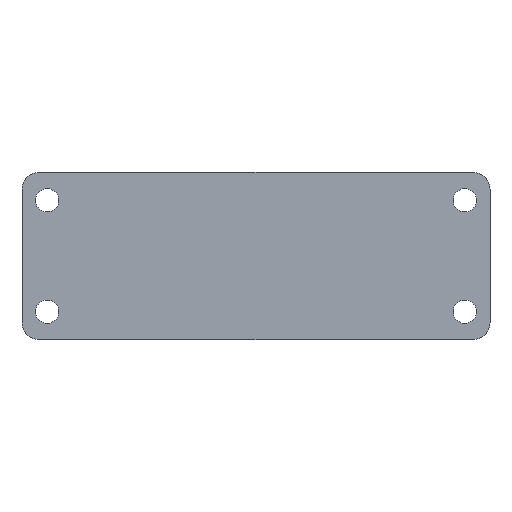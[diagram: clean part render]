
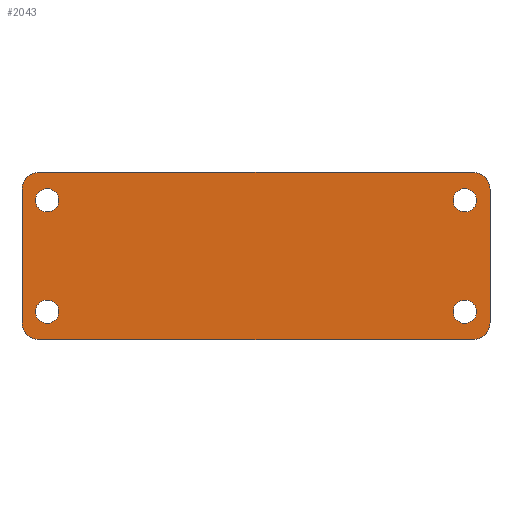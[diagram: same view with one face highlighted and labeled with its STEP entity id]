
A CAD part, front view. The second image highlights one B-rep face of the part: STEP entity #2043.
In plain terms, the highlighted planar face has unit normal (0, -1, 0).
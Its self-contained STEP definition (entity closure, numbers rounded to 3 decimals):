
#28 = DIRECTION ( 'NONE',  ( 0., 1., 0. ) ) ;
#37 = FACE_BOUND ( 'NONE', #1705, .T. ) ;
#39 = CARTESIAN_POINT ( 'NONE',  ( -39., -35., 26. ) ) ;
#50 = CARTESIAN_POINT ( 'NONE',  ( 42., -35., -1. ) ) ;
#98 = AXIS2_PLACEMENT_3D ( 'NONE', #1102, #2350, #914 ) ;
#99 = DIRECTION ( 'NONE',  ( 0., 1., 0. ) ) ;
#123 = VERTEX_POINT ( 'NONE', #2369 ) ;
#132 = DIRECTION ( 'NONE',  ( 0., 1., 0. ) ) ;
#162 = FACE_BOUND ( 'NONE', #2327, .T. ) ;
#197 = CARTESIAN_POINT ( 'NONE',  ( 42., -35., 26. ) ) ;
#228 = CARTESIAN_POINT ( 'NONE',  ( 37.5, -35., 6.1 ) ) ;
#248 = CARTESIAN_POINT ( 'NONE',  ( -39., -35., 2. ) ) ;
#280 = DIRECTION ( 'NONE',  ( 0., -1., 0. ) ) ;
#281 = FACE_BOUND ( 'NONE', #809, .T. ) ;
#286 = CIRCLE ( 'NONE', #98, 2.1 ) ;
#311 = EDGE_CURVE ( 'NONE', #2397, #2535, #2541, .T. ) ;
#316 = CIRCLE ( 'NONE', #737, 2.1 ) ;
#328 = EDGE_CURVE ( 'NONE', #2629, #1191, #1473, .T. ) ;
#348 = VERTEX_POINT ( 'NONE', #228 ) ;
#366 = ORIENTED_EDGE ( 'NONE', *, *, #867, .T. ) ;
#393 = DIRECTION ( 'NONE',  ( 0., 1., 0. ) ) ;
#432 = CARTESIAN_POINT ( 'NONE',  ( 42., -35., -1. ) ) ;
#445 = DIRECTION ( 'NONE',  ( 0., 0., 1. ) ) ;
#449 = CARTESIAN_POINT ( 'NONE',  ( 37.5, -35., 24. ) ) ;
#451 = VECTOR ( 'NONE', #747, 1000. ) ;
#480 = CARTESIAN_POINT ( 'NONE',  ( 39., -35., 26. ) ) ;
#489 = ORIENTED_EDGE ( 'NONE', *, *, #2218, .T. ) ;
#492 = AXIS2_PLACEMENT_3D ( 'NONE', #449, #28, #1432 ) ;
#525 = CARTESIAN_POINT ( 'NONE',  ( 42., -35., 29. ) ) ;
#526 = AXIS2_PLACEMENT_3D ( 'NONE', #39, #2274, #2473 ) ;
#545 = VECTOR ( 'NONE', #1389, 1000. ) ;
#567 = CARTESIAN_POINT ( 'NONE',  ( -37.5, -35., 6.1 ) ) ;
#573 = CARTESIAN_POINT ( 'NONE',  ( 37.5, -35., 4. ) ) ;
#575 = CIRCLE ( 'NONE', #1446, 3. ) ;
#579 = ORIENTED_EDGE ( 'NONE', *, *, #2399, .T. ) ;
#582 = VERTEX_POINT ( 'NONE', #2120 ) ;
#593 = AXIS2_PLACEMENT_3D ( 'NONE', #50, #1662, #2065 ) ;
#603 = EDGE_CURVE ( 'NONE', #2535, #2397, #1150, .T. ) ;
#605 = FACE_BOUND ( 'NONE', #2308, .T. ) ;
#667 = LINE ( 'NONE', #1202, #2008 ) ;
#679 = ORIENTED_EDGE ( 'NONE', *, *, #1030, .T. ) ;
#681 = CARTESIAN_POINT ( 'NONE',  ( 39., -35., 2. ) ) ;
#686 = AXIS2_PLACEMENT_3D ( 'NONE', #681, #280, #1105 ) ;
#729 = ORIENTED_EDGE ( 'NONE', *, *, #2060, .T. ) ;
#737 = AXIS2_PLACEMENT_3D ( 'NONE', #860, #99, #2291 ) ;
#747 = DIRECTION ( 'NONE',  ( -1., 0., 0. ) ) ;
#772 = CARTESIAN_POINT ( 'NONE',  ( -42., -35., -1. ) ) ;
#806 = AXIS2_PLACEMENT_3D ( 'NONE', #573, #393, #1195 ) ;
#809 = EDGE_LOOP ( 'NONE', ( #679, #2111 ) ) ;
#838 = ORIENTED_EDGE ( 'NONE', *, *, #1250, .F. ) ;
#839 = CARTESIAN_POINT ( 'NONE',  ( 39., -35., 29. ) ) ;
#849 = EDGE_CURVE ( 'NONE', #1258, #1859, #1185, .T. ) ;
#860 = CARTESIAN_POINT ( 'NONE',  ( 37.5, -35., 4. ) ) ;
#867 = EDGE_CURVE ( 'NONE', #2266, #1859, #1304, .T. ) ;
#885 = DIRECTION ( 'NONE',  ( 0., 1., 0. ) ) ;
#904 = ORIENTED_EDGE ( 'NONE', *, *, #1946, .T. ) ;
#907 = VERTEX_POINT ( 'NONE', #839 ) ;
#914 = DIRECTION ( 'NONE',  ( 0., 0., 1. ) ) ;
#1005 = CARTESIAN_POINT ( 'NONE',  ( -42., -35., 26. ) ) ;
#1016 = AXIS2_PLACEMENT_3D ( 'NONE', #2140, #1751, #2338 ) ;
#1030 = EDGE_CURVE ( 'NONE', #1196, #2329, #286, .T. ) ;
#1102 = CARTESIAN_POINT ( 'NONE',  ( -37.5, -35., 24. ) ) ;
#1105 = DIRECTION ( 'NONE',  ( 0., 0., 1. ) ) ;
#1147 = CARTESIAN_POINT ( 'NONE',  ( -37.5, -35., 21.9 ) ) ;
#1150 = CIRCLE ( 'NONE', #2039, 2.1 ) ;
#1159 = ORIENTED_EDGE ( 'NONE', *, *, #311, .T. ) ;
#1177 = CARTESIAN_POINT ( 'NONE',  ( 37.5, -35., 1.9 ) ) ;
#1185 = LINE ( 'NONE', #772, #545 ) ;
#1191 = VERTEX_POINT ( 'NONE', #567 ) ;
#1192 = CARTESIAN_POINT ( 'NONE',  ( -42., -35., 2. ) ) ;
#1195 = DIRECTION ( 'NONE',  ( 0., 0., 1. ) ) ;
#1196 = VERTEX_POINT ( 'NONE', #1980 ) ;
#1202 = CARTESIAN_POINT ( 'NONE',  ( 42., -35., -1. ) ) ;
#1250 = EDGE_CURVE ( 'NONE', #123, #582, #667, .T. ) ;
#1258 = VERTEX_POINT ( 'NONE', #1192 ) ;
#1259 = DIRECTION ( 'NONE',  ( 0., -1., 0. ) ) ;
#1274 = LINE ( 'NONE', #525, #451 ) ;
#1283 = VERTEX_POINT ( 'NONE', #197 ) ;
#1304 = CIRCLE ( 'NONE', #526, 3. ) ;
#1329 = CIRCLE ( 'NONE', #686, 3. ) ;
#1338 = CARTESIAN_POINT ( 'NONE',  ( -37.5, -35., 4. ) ) ;
#1363 = CIRCLE ( 'NONE', #1016, 2.1 ) ;
#1377 = ORIENTED_EDGE ( 'NONE', *, *, #603, .T. ) ;
#1389 = DIRECTION ( 'NONE',  ( 0., 0., 1. ) ) ;
#1392 = EDGE_LOOP ( 'NONE', ( #1410, #729, #838, #1644, #904, #489, #1807, #366 ) ) ;
#1393 = CIRCLE ( 'NONE', #806, 2.1 ) ;
#1410 = ORIENTED_EDGE ( 'NONE', *, *, #849, .F. ) ;
#1432 = DIRECTION ( 'NONE',  ( 0., 0., 1. ) ) ;
#1443 = CARTESIAN_POINT ( 'NONE',  ( -37.5, -35., 4. ) ) ;
#1446 = AXIS2_PLACEMENT_3D ( 'NONE', #248, #1259, #445 ) ;
#1473 = CIRCLE ( 'NONE', #1929, 2.1 ) ;
#1517 = DIRECTION ( 'NONE',  ( 0., -1., 0. ) ) ;
#1527 = CARTESIAN_POINT ( 'NONE',  ( 37.5, -35., 21.9 ) ) ;
#1577 = EDGE_CURVE ( 'NONE', #348, #2552, #316, .T. ) ;
#1584 = AXIS2_PLACEMENT_3D ( 'NONE', #480, #1517, #1914 ) ;
#1592 = EDGE_CURVE ( 'NONE', #123, #2547, #1329, .T. ) ;
#1644 = ORIENTED_EDGE ( 'NONE', *, *, #1592, .T. ) ;
#1661 = EDGE_CURVE ( 'NONE', #2329, #1196, #1363, .T. ) ;
#1662 = DIRECTION ( 'NONE',  ( 0., 1., 0. ) ) ;
#1671 = PLANE ( 'NONE',  #593 ) ;
#1705 = EDGE_LOOP ( 'NONE', ( #579, #1796 ) ) ;
#1751 = DIRECTION ( 'NONE',  ( 0., 1., 0. ) ) ;
#1787 = LINE ( 'NONE', #432, #2376 ) ;
#1796 = ORIENTED_EDGE ( 'NONE', *, *, #328, .T. ) ;
#1807 = ORIENTED_EDGE ( 'NONE', *, *, #2248, .T. ) ;
#1825 = AXIS2_PLACEMENT_3D ( 'NONE', #1338, #132, #2564 ) ;
#1859 = VERTEX_POINT ( 'NONE', #1005 ) ;
#1873 = DIRECTION ( 'NONE',  ( 0., 1., 0. ) ) ;
#1914 = DIRECTION ( 'NONE',  ( 0., 0., 1. ) ) ;
#1929 = AXIS2_PLACEMENT_3D ( 'NONE', #1443, #1873, #2067 ) ;
#1936 = CIRCLE ( 'NONE', #1584, 3. ) ;
#1946 = EDGE_CURVE ( 'NONE', #2547, #1283, #1787, .T. ) ;
#1974 = CARTESIAN_POINT ( 'NONE',  ( -37.5, -35., 1.9 ) ) ;
#1980 = CARTESIAN_POINT ( 'NONE',  ( -37.5, -35., 26.1 ) ) ;
#2008 = VECTOR ( 'NONE', #2041, 1000. ) ;
#2035 = DIRECTION ( 'NONE',  ( 0., 0., 1. ) ) ;
#2039 = AXIS2_PLACEMENT_3D ( 'NONE', #2321, #885, #2114 ) ;
#2041 = DIRECTION ( 'NONE',  ( -1., 0., 0. ) ) ;
#2043 = ADVANCED_FACE ( 'NONE', ( #37, #605, #281, #162, #2157 ), #1671, .F. ) ;
#2060 = EDGE_CURVE ( 'NONE', #1258, #582, #575, .T. ) ;
#2065 = DIRECTION ( 'NONE',  ( 0., 0., 1. ) ) ;
#2067 = DIRECTION ( 'NONE',  ( 0., 0., 1. ) ) ;
#2111 = ORIENTED_EDGE ( 'NONE', *, *, #1661, .T. ) ;
#2114 = DIRECTION ( 'NONE',  ( 0., 0., 1. ) ) ;
#2120 = CARTESIAN_POINT ( 'NONE',  ( -39., -35., -1. ) ) ;
#2140 = CARTESIAN_POINT ( 'NONE',  ( -37.5, -35., 24. ) ) ;
#2150 = CARTESIAN_POINT ( 'NONE',  ( 37.5, -35., 26.1 ) ) ;
#2157 = FACE_OUTER_BOUND ( 'NONE', #1392, .T. ) ;
#2218 = EDGE_CURVE ( 'NONE', #1283, #907, #1936, .T. ) ;
#2248 = EDGE_CURVE ( 'NONE', #907, #2266, #1274, .T. ) ;
#2266 = VERTEX_POINT ( 'NONE', #2341 ) ;
#2274 = DIRECTION ( 'NONE',  ( 0., -1., 0. ) ) ;
#2291 = DIRECTION ( 'NONE',  ( 0., 0., 1. ) ) ;
#2308 = EDGE_LOOP ( 'NONE', ( #1377, #1159 ) ) ;
#2321 = CARTESIAN_POINT ( 'NONE',  ( 37.5, -35., 24. ) ) ;
#2327 = EDGE_LOOP ( 'NONE', ( #2584, #2465 ) ) ;
#2329 = VERTEX_POINT ( 'NONE', #1147 ) ;
#2338 = DIRECTION ( 'NONE',  ( 0., 0., 1. ) ) ;
#2341 = CARTESIAN_POINT ( 'NONE',  ( -39., -35., 29. ) ) ;
#2350 = DIRECTION ( 'NONE',  ( 0., 1., 0. ) ) ;
#2369 = CARTESIAN_POINT ( 'NONE',  ( 39., -35., -1. ) ) ;
#2376 = VECTOR ( 'NONE', #2035, 1000. ) ;
#2397 = VERTEX_POINT ( 'NONE', #1527 ) ;
#2399 = EDGE_CURVE ( 'NONE', #1191, #2629, #2569, .T. ) ;
#2465 = ORIENTED_EDGE ( 'NONE', *, *, #2608, .T. ) ;
#2473 = DIRECTION ( 'NONE',  ( 0., 0., 1. ) ) ;
#2535 = VERTEX_POINT ( 'NONE', #2150 ) ;
#2541 = CIRCLE ( 'NONE', #492, 2.1 ) ;
#2546 = CARTESIAN_POINT ( 'NONE',  ( 42., -35., 2. ) ) ;
#2547 = VERTEX_POINT ( 'NONE', #2546 ) ;
#2552 = VERTEX_POINT ( 'NONE', #1177 ) ;
#2564 = DIRECTION ( 'NONE',  ( 0., 0., 1. ) ) ;
#2569 = CIRCLE ( 'NONE', #1825, 2.1 ) ;
#2584 = ORIENTED_EDGE ( 'NONE', *, *, #1577, .T. ) ;
#2608 = EDGE_CURVE ( 'NONE', #2552, #348, #1393, .T. ) ;
#2629 = VERTEX_POINT ( 'NONE', #1974 ) ;
